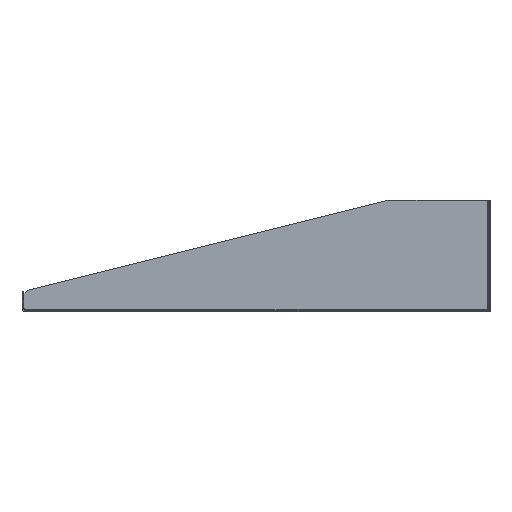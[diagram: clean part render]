
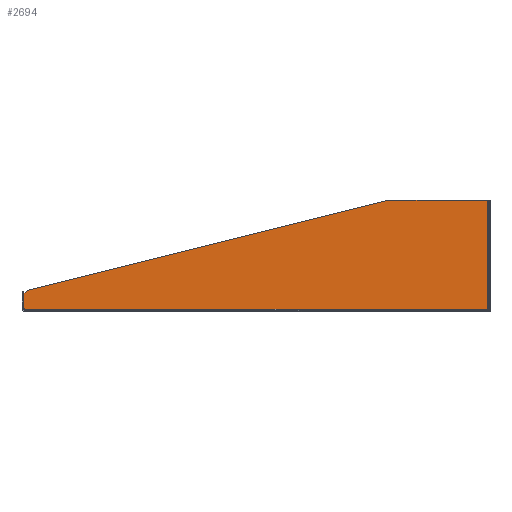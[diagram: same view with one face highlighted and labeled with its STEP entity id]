
A CAD part, left-side view. The second image highlights one B-rep face of the part: STEP entity #2694.
In plain terms, the highlighted planar face has unit normal (1, 0, 0).
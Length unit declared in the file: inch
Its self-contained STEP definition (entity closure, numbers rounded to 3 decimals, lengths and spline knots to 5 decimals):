
#100 = CARTESIAN_POINT ( 'NONE',  ( -8.75, -4.1465, 3.468 ) ) ;
#904 = LINE ( 'NONE', #18192, #9970 ) ;
#923 = DIRECTION ( 'NONE',  ( 0., 0.97, -0.243 ) ) ;
#1919 = AXIS2_PLACEMENT_3D ( 'NONE', #13604, #5982, #2884 ) ;
#2514 = DIRECTION ( 'NONE',  ( 0., 0., 1. ) ) ;
#2585 = CARTESIAN_POINT ( 'NONE',  ( -8.75, -7.1925, 0.04648 ) ) ;
#2628 = EDGE_CURVE ( 'NONE', #15957, #16153, #12058, .T. ) ;
#2645 = DIRECTION ( 'NONE',  ( 0., 1., 0. ) ) ;
#2694 = ADVANCED_FACE ( 'NONE', ( #16891 ), #17098, .F. ) ;
#2884 = DIRECTION ( 'NONE',  ( 0., 0., 1. ) ) ;
#3465 = EDGE_CURVE ( 'NONE', #12057, #15957, #4059, .T. ) ;
#3733 = VECTOR ( 'NONE', #6648, 39.37008 ) ;
#3759 = LINE ( 'NONE', #11696, #3733 ) ;
#3763 = CARTESIAN_POINT ( 'NONE',  ( -8.75, 7.05481, 0.66669 ) ) ;
#4059 = LINE ( 'NONE', #10343, #11794 ) ;
#4375 = EDGE_CURVE ( 'NONE', #19543, #5236, #18414, .T. ) ;
#5236 = VERTEX_POINT ( 'NONE', #10523 ) ;
#5332 = CARTESIAN_POINT ( 'NONE',  ( -8.75, 7.13676, 0.086 ) ) ;
#5982 = DIRECTION ( 'NONE',  ( -1., 0., 0. ) ) ;
#6129 = VECTOR ( 'NONE', #923, 39.37008 ) ;
#6255 = ORIENTED_EDGE ( 'NONE', *, *, #4375, .F. ) ;
#6350 = ORIENTED_EDGE ( 'NONE', *, *, #18288, .T. ) ;
#6465 = VECTOR ( 'NONE', #13585, 39.37008 ) ;
#6648 = DIRECTION ( 'NONE',  ( 0., 1., 0. ) ) ;
#7085 = CARTESIAN_POINT ( 'NONE',  ( -8.75, 7.17502, 0.04648 ) ) ;
#8630 = DIRECTION ( 'NONE',  ( 0., 0., -1. ) ) ;
#8669 = VERTEX_POINT ( 'NONE', #9913 ) ;
#9541 = EDGE_CURVE ( 'NONE', #8669, #13413, #17217, .T. ) ;
#9631 = LINE ( 'NONE', #17450, #12864 ) ;
#9913 = CARTESIAN_POINT ( 'NONE',  ( -8.75, 7.16442, 0.10045 ) ) ;
#9970 = VECTOR ( 'NONE', #2645, 39.37008 ) ;
#10000 = ORIENTED_EDGE ( 'NONE', *, *, #9541, .F. ) ;
#10150 = VECTOR ( 'NONE', #16787, 39.37008 ) ;
#10285 = CARTESIAN_POINT ( 'NONE',  ( -8.75, 7.35766, 0.59095 ) ) ;
#10343 = CARTESIAN_POINT ( 'NONE',  ( -8.75, -7.1925, 0.08608 ) ) ;
#10482 = DIRECTION ( 'NONE',  ( 1., 0., 0. ) ) ;
#10523 = CARTESIAN_POINT ( 'NONE',  ( -8.75, 7.16442, 0.55708 ) ) ;
#10936 = VERTEX_POINT ( 'NONE', #100 ) ;
#11156 = EDGE_CURVE ( 'NONE', #16153, #10936, #904, .T. ) ;
#11696 = CARTESIAN_POINT ( 'NONE',  ( -8.75, -7.2215, 0.086 ) ) ;
#11699 = ORIENTED_EDGE ( 'NONE', *, *, #2628, .F. ) ;
#11794 = VECTOR ( 'NONE', #2514, 39.37008 ) ;
#12057 = VERTEX_POINT ( 'NONE', #18417 ) ;
#12058 = LINE ( 'NONE', #2585, #10150 ) ;
#12864 = VECTOR ( 'NONE', #18695, 39.37008 ) ;
#13413 = VERTEX_POINT ( 'NONE', #5332 ) ;
#13493 = EDGE_LOOP ( 'NONE', ( #6255, #16695, #16195, #11699, #13863, #6350, #10000, #13605 ) ) ;
#13585 = DIRECTION ( 'NONE',  ( 0., 0.707, -0.707 ) ) ;
#13604 = CARTESIAN_POINT ( 'NONE',  ( -8.75, 7.2215, 0.04648 ) ) ;
#13605 = ORIENTED_EDGE ( 'NONE', *, *, #19895, .F. ) ;
#13858 = EDGE_CURVE ( 'NONE', #10936, #19543, #18619, .T. ) ;
#13863 = ORIENTED_EDGE ( 'NONE', *, *, #3465, .F. ) ;
#15957 = VERTEX_POINT ( 'NONE', #18073 ) ;
#16153 = VERTEX_POINT ( 'NONE', #19479 ) ;
#16195 = ORIENTED_EDGE ( 'NONE', *, *, #11156, .F. ) ;
#16554 = AXIS2_PLACEMENT_3D ( 'NONE', #7085, #10482, #8630 ) ;
#16695 = ORIENTED_EDGE ( 'NONE', *, *, #13858, .F. ) ;
#16787 = DIRECTION ( 'NONE',  ( 0., 0., 1. ) ) ;
#16891 = FACE_OUTER_BOUND ( 'NONE', #13493, .T. ) ;
#16976 = CARTESIAN_POINT ( 'NONE',  ( -8.75, 7.05481, 0.66669 ) ) ;
#17098 = PLANE ( 'NONE',  #1919 ) ;
#17217 = CIRCLE ( 'NONE', #16554, 0.055 ) ;
#17450 = CARTESIAN_POINT ( 'NONE',  ( -8.75, 7.16442, 0.057 ) ) ;
#18073 = CARTESIAN_POINT ( 'NONE',  ( -8.75, -7.1925, 0.08608 ) ) ;
#18192 = CARTESIAN_POINT ( 'NONE',  ( -8.75, -7.2215, 3.468 ) ) ;
#18288 = EDGE_CURVE ( 'NONE', #12057, #13413, #3759, .T. ) ;
#18414 = LINE ( 'NONE', #16976, #6465 ) ;
#18417 = CARTESIAN_POINT ( 'NONE',  ( -8.75, -7.1925, 0.086 ) ) ;
#18619 = LINE ( 'NONE', #10285, #6129 ) ;
#18695 = DIRECTION ( 'NONE',  ( 0., 0., -1. ) ) ;
#19479 = CARTESIAN_POINT ( 'NONE',  ( -8.75, -7.1925, 3.468 ) ) ;
#19543 = VERTEX_POINT ( 'NONE', #3763 ) ;
#19895 = EDGE_CURVE ( 'NONE', #5236, #8669, #9631, .T. ) ;
